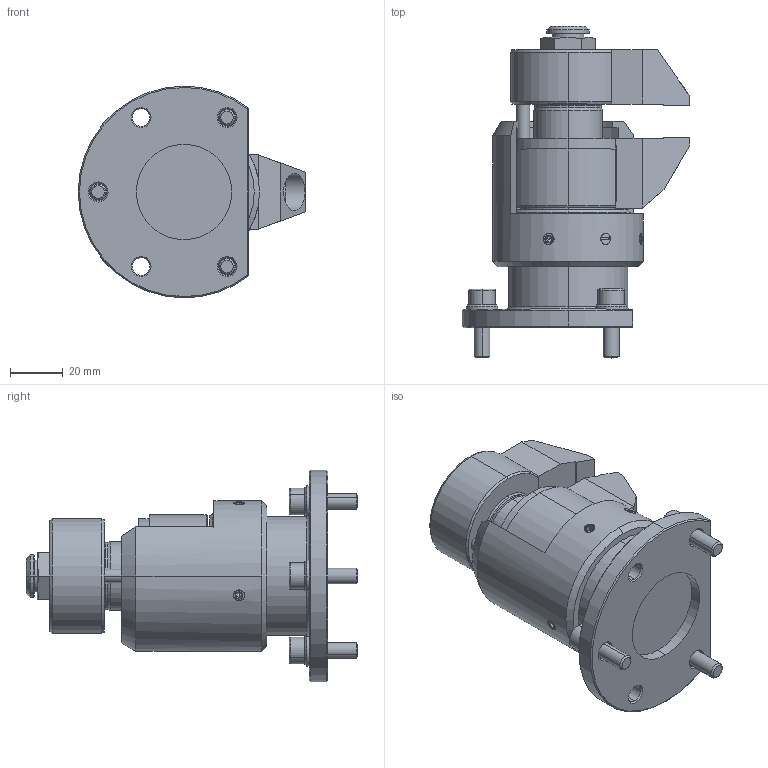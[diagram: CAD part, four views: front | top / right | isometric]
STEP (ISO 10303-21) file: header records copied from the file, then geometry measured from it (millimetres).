
FILE_DESCRIPTION(('STEP AP214'),'1');
FILE_NAME('HALDERN_EH_23320_0008.stp','2019-11-14T12:13:56',('TraceParts'),('TraceParts S.A.'),'Spatial InterOp 3D',' ',' ');
FILE_SCHEMA(('AUTOMOTIVE_DESIGN { 1 0 10303 214 1 1 1 1 }'));
Length unit declared in the file: millimetre
Products named in the file (1): HALDERN_EH_23320_0008_1
Bounding box: 86 x 125.4 x 80 mm (x, y, z)
Volume: 206413.8 mm3; surface area: 80629.8 mm2
Topology: 14 solids, 15 shells, 593 faces, 1407 edges, 865 vertices
Faces by surface type: plane 218, cone 207, cylinder 136, torus 30, sphere 2
Entity records: 22517 total; most frequent: CARTESIAN_POINT 3869, DIRECTION 3047, ORIENTED_EDGE 2782, EDGE_CURVE 1391, AXIS2_PLACEMENT_3D 1215, VERTEX_POINT 865, EDGE_LOOP 660, LINE 617
